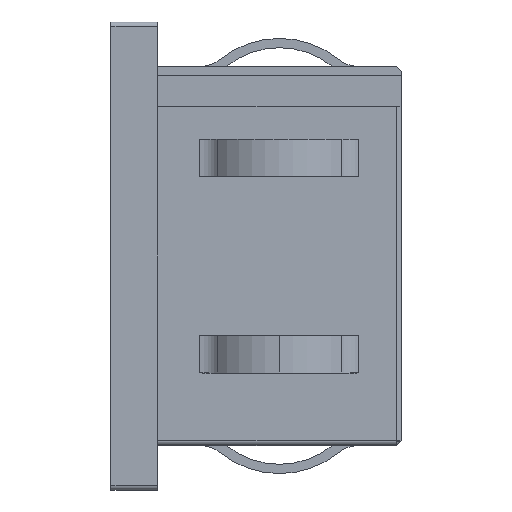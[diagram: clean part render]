
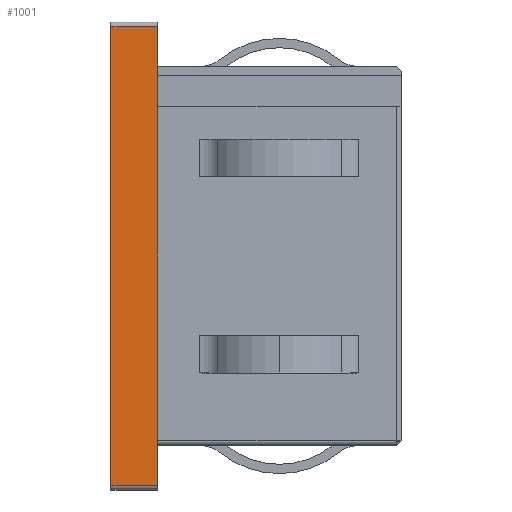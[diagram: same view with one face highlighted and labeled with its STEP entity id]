
A CAD part, left-side view. The second image highlights one B-rep face of the part: STEP entity #1001.
In plain terms, the highlighted planar face has unit normal (-1, 0, 0).
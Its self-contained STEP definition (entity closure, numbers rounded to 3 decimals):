
#247 = VERTEX_POINT ( 'NONE', #16535 ) ;
#826 = EDGE_CURVE ( 'NONE', #2736, #2432, #11625, .T. ) ;
#1001 = ADVANCED_FACE ( 'NONE', ( #2130 ), #6090, .F. ) ;
#1723 = CARTESIAN_POINT ( 'NONE',  ( -25., 5., -25. ) ) ;
#2130 = FACE_OUTER_BOUND ( 'NONE', #7353, .T. ) ;
#2432 = VERTEX_POINT ( 'NONE', #3526 ) ;
#2671 = CARTESIAN_POINT ( 'NONE',  ( -25., 5., -25. ) ) ;
#2736 = VERTEX_POINT ( 'NONE', #7508 ) ;
#3526 = CARTESIAN_POINT ( 'NONE',  ( -25., 5., 24.5 ) ) ;
#4247 = DIRECTION ( 'NONE',  ( 0., 0., 1. ) ) ;
#4494 = DIRECTION ( 'NONE',  ( 0., 0., -1. ) ) ;
#4794 = ORIENTED_EDGE ( 'NONE', *, *, #15250, .T. ) ;
#5094 = VECTOR ( 'NONE', #16110, 1000. ) ;
#6090 = PLANE ( 'NONE',  #14636 ) ;
#6805 = VECTOR ( 'NONE', #17109, 1000. ) ;
#6995 = VERTEX_POINT ( 'NONE', #13599 ) ;
#7353 = EDGE_LOOP ( 'NONE', ( #4794, #10366, #16236, #18365 ) ) ;
#7406 = CARTESIAN_POINT ( 'NONE',  ( -25., 5., -24.5 ) ) ;
#7508 = CARTESIAN_POINT ( 'NONE',  ( -25., 5., -24.5 ) ) ;
#8467 = CARTESIAN_POINT ( 'NONE',  ( -25., 0., -25. ) ) ;
#9830 = VECTOR ( 'NONE', #11705, 1000. ) ;
#10271 = CARTESIAN_POINT ( 'NONE',  ( -25., 5., 24.5 ) ) ;
#10366 = ORIENTED_EDGE ( 'NONE', *, *, #10725, .T. ) ;
#10725 = EDGE_CURVE ( 'NONE', #6995, #2432, #11628, .T. ) ;
#11105 = EDGE_CURVE ( 'NONE', #2736, #247, #17496, .T. ) ;
#11625 = LINE ( 'NONE', #2671, #12747 ) ;
#11628 = LINE ( 'NONE', #10271, #9830 ) ;
#11705 = DIRECTION ( 'NONE',  ( 0., 1., 0. ) ) ;
#12747 = VECTOR ( 'NONE', #4247, 1000. ) ;
#13599 = CARTESIAN_POINT ( 'NONE',  ( -25., 0., 24.5 ) ) ;
#14636 = AXIS2_PLACEMENT_3D ( 'NONE', #1723, #16044, #4494 ) ;
#15250 = EDGE_CURVE ( 'NONE', #247, #6995, #16734, .T. ) ;
#16044 = DIRECTION ( 'NONE',  ( 1., 0., 0. ) ) ;
#16110 = DIRECTION ( 'NONE',  ( 0., -1., 0. ) ) ;
#16236 = ORIENTED_EDGE ( 'NONE', *, *, #826, .F. ) ;
#16535 = CARTESIAN_POINT ( 'NONE',  ( -25., 0., -24.5 ) ) ;
#16734 = LINE ( 'NONE', #8467, #6805 ) ;
#17109 = DIRECTION ( 'NONE',  ( 0., 0., 1. ) ) ;
#17496 = LINE ( 'NONE', #7406, #5094 ) ;
#18365 = ORIENTED_EDGE ( 'NONE', *, *, #11105, .T. ) ;
